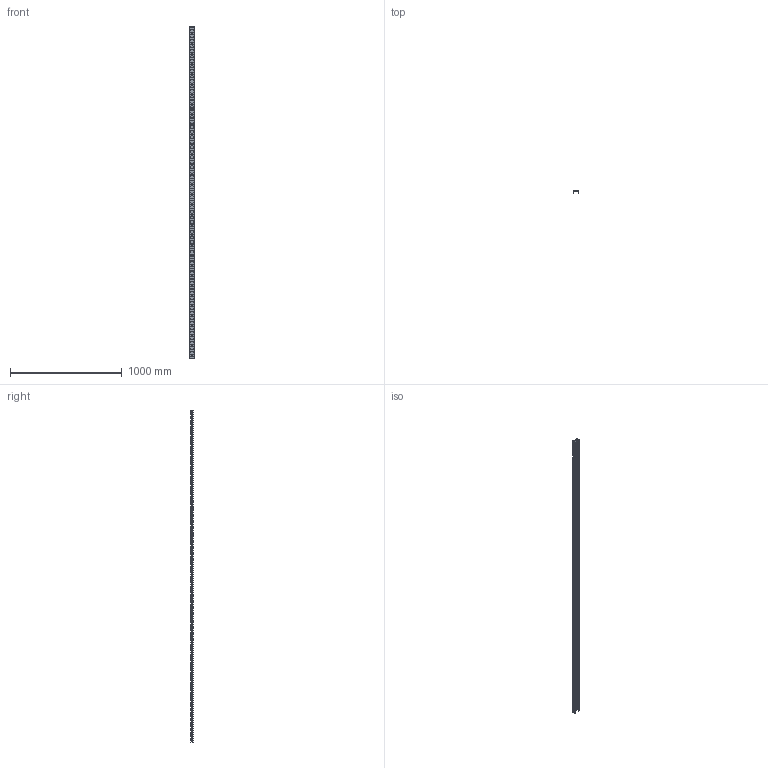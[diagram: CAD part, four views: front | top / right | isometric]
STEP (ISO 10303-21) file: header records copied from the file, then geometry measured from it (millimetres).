
FILE_DESCRIPTION(/* description */ (''),/* implementation_level */ '2;1');
FILE_NAME(/* name */ '561020.stp',/* time_stamp */ '2025-12-05T09:49:11+01:00',/* author */ ('mael.lecharpentier'),/* organization */ (''),/* preprocessor_version */ 'ST-DEVELOPER v20',/* originating_system */ 'AutoCAD Mechanical',/* authorisation */ '');
FILE_SCHEMA (('AUTOMOTIVE_DESIGN { 1 0 10303 214 3 1 1 }'));
Length unit declared in the file: millimetre
Products named in the file (1): Product
Bounding box: 52.4 x 26 x 2970 mm (x, y, z)
Volume: 588901.1 mm3; surface area: 713996.8 mm2
Topology: 1 solids, 991 shells, 1006 faces, 4002 edges, 3988 vertices
Faces by surface type: plane 1004, cylinder 2
Entity records: 43493 total; most frequent: CARTESIAN_POINT 8997, DIRECTION 6416, ORIENTED_EDGE 4044, EDGE_CURVE 4002, VERTEX_POINT 3988, LINE 3602, VECTOR 3602, AXIS2_PLACEMENT_3D 1407
